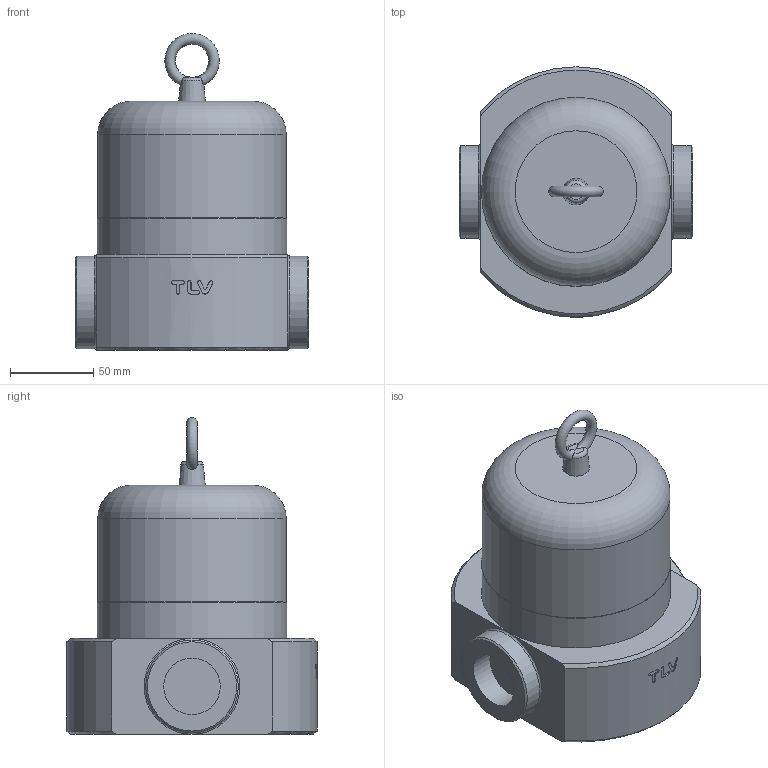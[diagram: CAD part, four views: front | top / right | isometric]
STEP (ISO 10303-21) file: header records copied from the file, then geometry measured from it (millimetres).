
FILE_DESCRIPTION((''),'2;1');
FILE_NAME('hr15a-025-sw000-00.stp','2010-05-10T11:04:13',('nakaot'),(''),'Autodesk Inventor 2008','Autodesk Inventor 2008','');
FILE_SCHEMA(('AUTOMOTIVE_DESIGN { 1 0 10303 214 1 1 1 1 }'));
Length unit declared in the file: millimetre
Products named in the file (1): hr15a-025-sw000-00
Bounding box: 140 x 150 x 189.82 mm (x, y, z)
Volume: 1815723.6 mm3; surface area: 95319.3 mm2
Topology: 1 solids, 1 shells, 64 faces, 154 edges, 99 vertices
Faces by surface type: plane 23, bspline 19, cylinder 11, cone 7, torus 4
Full cylindrical faces by diameter (mm): 33.9 x1, 55.5 x2, 110.8 x1, 113 x1, 113.4 x1
Entity records: 6743 total; most frequent: CARTESIAN_POINT 5448, ORIENTED_EDGE 272, DIRECTION 210, EDGE_CURVE 136, VERTEX_POINT 95, EDGE_LOOP 87, AXIS2_PLACEMENT_3D 85, FACE_OUTER_BOUND 64
